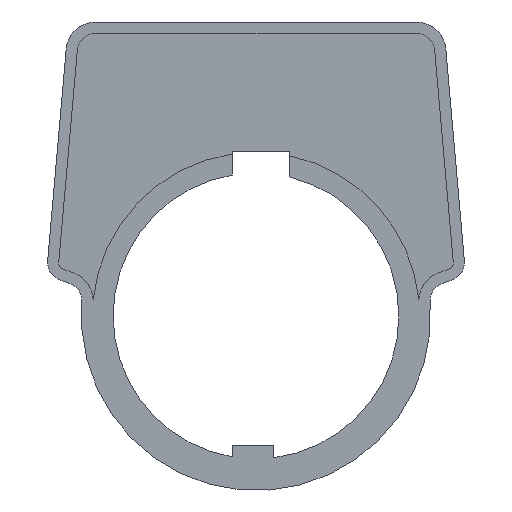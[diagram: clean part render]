
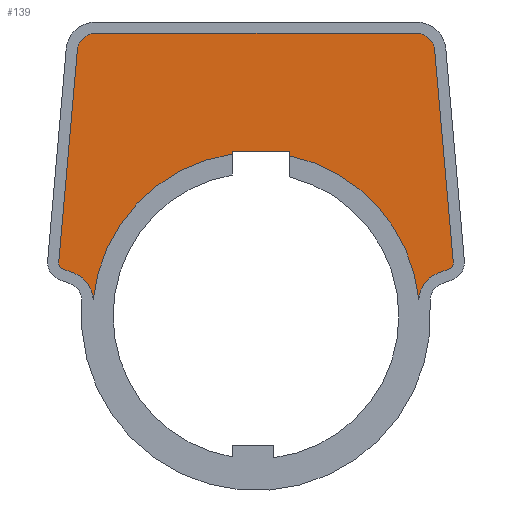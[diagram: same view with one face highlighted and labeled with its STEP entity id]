
A CAD part, front view. The second image highlights one B-rep face of the part: STEP entity #139.
In plain terms, the highlighted planar face has unit normal (0, -1, 0).
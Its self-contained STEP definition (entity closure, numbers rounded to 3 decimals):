
#1=CARTESIAN_POINT('POINT9399',(-2.54,-1.016,
   17.264));
#2=VERTEX_POINT('VERTEX9399',#1);
#3=CARTESIAN_POINT('POINT9400',(-2.54,-1.016,17.526));
#4=VERTEX_POINT('VERTEX9400',#3);
#5=CARTESIAN_POINT('POS17146',(-2.54,-1.016,
   13.192));
#6=DIRECTION('DIR25274',(0.,0.,1.));
#7=VECTOR('VEC9018',#6,25.4);
#8=LINE('STRAIGHT9018',#5,#7);
#9=EDGE_CURVE('EDGE14098',#2,#4,#8,.T.);
#10=ORIENTED_EDGE('COEDGE28195',*,*,#9,.T.);
#11=CARTESIAN_POINT('POINT9401',(3.556,-1.016,17.526));
#12=VERTEX_POINT('VERTEX9401',#11);
#13=CARTESIAN_POINT('POS17147',(0.254,-1.016,
   17.526));
#14=DIRECTION('DIR25275',(1.,0.,0.));
#15=VECTOR('VEC9019',#14,25.4);
#16=LINE('STRAIGHT9019',#13,#15);
#17=EDGE_CURVE('EDGE14099',#4,#12,#16,.T.);
#18=ORIENTED_EDGE('COEDGE28196',*,*,#17,.T.);
#19=CARTESIAN_POINT('POINT9402',(3.556,-1.016,
   17.084));
#20=VERTEX_POINT('VERTEX9402',#19);
#21=CARTESIAN_POINT('POS17148',(3.556,-1.016,
   13.192));
#22=DIRECTION('DIR25276',(0.,0.,-1.));
#23=VECTOR('VEC9020',#22,25.4);
#24=LINE('STRAIGHT9020',#21,#23);
#25=EDGE_CURVE('EDGE14100',#12,#20,#24,.T.);
#26=ORIENTED_EDGE('COEDGE28197',*,*,#25,.T.);
#27=CARTESIAN_POINT('POINT9403',(17.365,-1.016,
   1.719));
#28=VERTEX_POINT('VERTEX9403',#27);
#29=CARTESIAN_POINT('POS17149',(0.,-1.016,
   0.));
#30=DIRECTION('DIR25277',(0.,-1.,0.));
#31=DIRECTION('DIR25278',(0.,0.,
   1.));
#32=AXIS2_PLACEMENT_3D('AXIS8129',#29,#30,#31);
#33=CIRCLE('ELLIPSE3811',#32,17.45);
#34=EDGE_CURVE('EDGE14101',#28,#20,#33,.T.);
#35=ORIENTED_EDGE('COEDGE28198',*,*,#34,.F.);
#36=CARTESIAN_POINT('POINT9404',(19.452,-1.016,
   4.579));
#37=VERTEX_POINT('VERTEX9404',#36);
#38=CARTESIAN_POINT('POS17150',(20.538,-1.016,
   1.595));
#39=DIRECTION('DIR25279',(0.,-1.,
   0.));
#40=DIRECTION('DIR25280',(-0.342,0.,
   0.94));
#41=AXIS2_PLACEMENT_3D('AXIS8130',#38,#39,#40);
#42=CIRCLE('ELLIPSE3812',#41,3.175);
#43=EDGE_CURVE('EDGE14102',#37,#28,#42,.T.);
#44=ORIENTED_EDGE('COEDGE28199',*,*,#43,.F.);
#45=CARTESIAN_POINT('POINT9405',(20.513,-1.016,
   4.965));
#46=VERTEX_POINT('VERTEX9405',#45);
#47=CARTESIAN_POINT('POS17151',(20.513,-1.016,
   4.965));
#48=DIRECTION('DIR25281',(-0.94,0.,
   -0.342));
#49=VECTOR('VEC9021',#48,25.4);
#50=LINE('STRAIGHT9021',#47,#49);
#51=EDGE_CURVE('EDGE14103',#46,#37,#50,.T.);
#52=ORIENTED_EDGE('COEDGE28200',*,*,#51,.F.);
#53=CARTESIAN_POINT('POINT9406',(21.028,-1.016,
   5.774));
#54=VERTEX_POINT('VERTEX9406',#53);
#55=CARTESIAN_POINT('POS17152',(20.244,-1.016,
   5.705));
#56=DIRECTION('DIR25282',(0.,1.,
   0.));
#57=DIRECTION('DIR25283',(0.996,0.,
   0.087));
#58=AXIS2_PLACEMENT_3D('AXIS8131',#55,#56,#57);
#59=CIRCLE('ELLIPSE3813',#58,0.787);
#60=EDGE_CURVE('EDGE14104',#54,#46,#59,.T.);
#61=ORIENTED_EDGE('COEDGE28201',*,*,#60,.F.);
#62=CARTESIAN_POINT('POINT9407',(19.054,-1.016,
   28.341));
#63=VERTEX_POINT('VERTEX9407',#62);
#64=CARTESIAN_POINT('POS17153',(19.054,-1.016,
   28.341));
#65=DIRECTION('DIR25284',(0.087,0.,
   -0.996));
#66=VECTOR('VEC9022',#65,25.4);
#67=LINE('STRAIGHT9022',#64,#66);
#68=EDGE_CURVE('EDGE14105',#63,#54,#67,.T.);
#69=ORIENTED_EDGE('COEDGE28202',*,*,#68,.F.);
#70=CARTESIAN_POINT('POINT9408',(17.08,-1.016,
   30.15));
#71=VERTEX_POINT('VERTEX9408',#70);
#72=CARTESIAN_POINT('POS17154',(17.08,-1.016,
   28.169));
#73=DIRECTION('DIR25285',(0.,1.,0.));
#74=DIRECTION('DIR25286',(0.,0.,
   1.));
#75=AXIS2_PLACEMENT_3D('AXIS8132',#72,#73,#74);
#76=CIRCLE('ELLIPSE3814',#75,1.981);
#77=EDGE_CURVE('EDGE14106',#71,#63,#76,.T.);
#78=ORIENTED_EDGE('COEDGE28203',*,*,#77,.F.);
#79=CARTESIAN_POINT('POINT9409',(-17.08,-1.016,
   30.15));
#80=VERTEX_POINT('VERTEX9409',#79);
#81=CARTESIAN_POINT('POS17155',(-17.08,-1.016,
   30.15));
#82=DIRECTION('DIR25287',(1.,0.,0.));
#83=VECTOR('VEC9023',#82,25.4);
#84=LINE('STRAIGHT9023',#81,#83);
#85=EDGE_CURVE('EDGE14107',#80,#71,#84,.T.);
#86=ORIENTED_EDGE('COEDGE28204',*,*,#85,.F.);
#87=CARTESIAN_POINT('POINT9410',(-19.054,-1.016,
   28.341));
#88=VERTEX_POINT('VERTEX9410',#87);
#89=CARTESIAN_POINT('POS17156',(-17.08,-1.016,
   28.169));
#90=DIRECTION('DIR25288',(0.,1.,
   0.));
#91=DIRECTION('DIR25289',(-0.996,0.,
   0.087));
#92=AXIS2_PLACEMENT_3D('AXIS8133',#89,#90,#91);
#93=CIRCLE('ELLIPSE3815',#92,1.981);
#94=EDGE_CURVE('EDGE14108',#88,#80,#93,.T.);
#95=ORIENTED_EDGE('COEDGE28205',*,*,#94,.F.);
#96=CARTESIAN_POINT('POINT9411',(-21.028,-1.016,
   5.774));
#97=VERTEX_POINT('VERTEX9411',#96);
#98=CARTESIAN_POINT('POS17157',(-21.028,-1.016,
   5.774));
#99=DIRECTION('DIR25290',(0.087,0.,
   0.996));
#100=VECTOR('VEC9024',#99,25.4);
#101=LINE('STRAIGHT9024',#98,#100);
#102=EDGE_CURVE('EDGE14109',#97,#88,#101,.T.);
#103=ORIENTED_EDGE('COEDGE28206',*,*,#102,.F.);
#104=CARTESIAN_POINT('POINT9412',(-20.513,-1.016,
   4.965));
#105=VERTEX_POINT('VERTEX9412',#104);
#106=CARTESIAN_POINT('POS17158',(-20.244,-1.016,
   5.705));
#107=DIRECTION('DIR25291',(0.,1.,
   0.));
#108=DIRECTION('DIR25292',(-0.342,0.
   ,-0.94));
#109=AXIS2_PLACEMENT_3D('AXIS8134',#106,#107,#108);
#110=CIRCLE('ELLIPSE3816',#109,0.787);
#111=EDGE_CURVE('EDGE14110',#105,#97,#110,.T.);
#112=ORIENTED_EDGE('COEDGE28207',*,*,#111,.F.);
#113=CARTESIAN_POINT('POINT9413',(-19.452,-1.016,
   4.579));
#114=VERTEX_POINT('VERTEX9413',#113);
#115=CARTESIAN_POINT('POS17159',(-19.452,-1.016,
   4.579));
#116=DIRECTION('DIR25293',(-0.94,0.,
   0.342));
#117=VECTOR('VEC9025',#116,25.4);
#118=LINE('STRAIGHT9025',#115,#117);
#119=EDGE_CURVE('EDGE14111',#114,#105,#118,.T.);
#120=ORIENTED_EDGE('COEDGE28208',*,*,#119,.F.);
#121=CARTESIAN_POINT('POINT9414',(-17.365,-1.016,
   1.719));
#122=VERTEX_POINT('VERTEX9414',#121);
#123=CARTESIAN_POINT('POS17160',(-20.538,-1.016,
   1.595));
#124=DIRECTION('DIR25294',(0.,-1.,
   0.));
#125=DIRECTION('DIR25295',(0.999,0.,
   0.039));
#126=AXIS2_PLACEMENT_3D('AXIS8135',#123,#124,#125);
#127=CIRCLE('ELLIPSE3817',#126,3.175);
#128=EDGE_CURVE('EDGE14112',#122,#114,#127,.T.);
#129=ORIENTED_EDGE('COEDGE28209',*,*,#128,.F.);
#130=EDGE_CURVE('EDGE14113',#2,#122,#33,.T.);
#131=ORIENTED_EDGE('COEDGE28210',*,*,#130,.F.);
#132=EDGE_LOOP('NONE',(#10,#18,#26,#35,#44,#52,#61,#69,#78,#86,#95,#103,
   #112,#120,#129,#131));
#133=FACE_BOUND('LOOP1',#132,.T.);
#134=CARTESIAN_POINT('POS17161',(0.,-1.016,
   17.62));
#135=DIRECTION('DIR25296',(0.,-1.,0.));
#136=DIRECTION('DIR25297',(1.,0.,0.));
#137=AXIS2_PLACEMENT_3D('AXIS8136',#134,#135,#136);
#138=PLANE('PLANE2414',#137);
#139=ADVANCED_FACE('FACE4954',(#133),#138,.T.);
